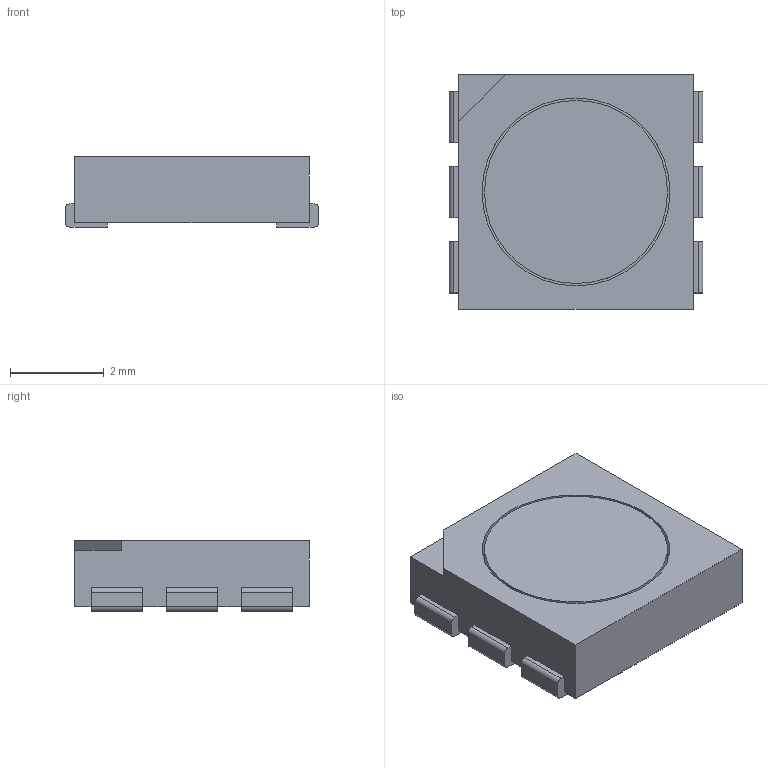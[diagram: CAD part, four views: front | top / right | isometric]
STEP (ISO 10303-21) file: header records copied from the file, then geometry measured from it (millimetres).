
FILE_DESCRIPTION(('FreeCAD Model'),'2;1');
FILE_NAME('LED_RGB_5050-6.step','2018-12-03T15:51:28',('kicad StepUp'),('ksu MCAD') ,'Open CASCADE STEP processor 7.2','FreeCAD','Unknown');
FILE_SCHEMA(('AUTOMOTIVE_DESIGN { 1 0 10303 214 1 1 1 1 }'));
Length unit declared in the file: millimetre
Products named in the file (1): LED_RGB_5050-6
Bounding box: 5.4 x 5 x 1.5 mm (x, y, z)
Volume: 35.7 mm3; surface area: 95.7 mm2
Topology: 1 solids, 1 shells, 60 faces, 168 edges, 112 vertices
Faces by surface type: plane 46, cylinder 14
Full cylindrical faces by diameter (mm): 3.9 x1, 4 x1
Entity records: 1374 total; most frequent: ORIENTED_EDGE 274, CARTESIAN_POINT 191, EDGE_CURVE 168, LINE 134, VERTEX_POINT 112, AXIS2_PLACEMENT_3D 84, FACE_BOUND 62, EDGE_LOOP 62
